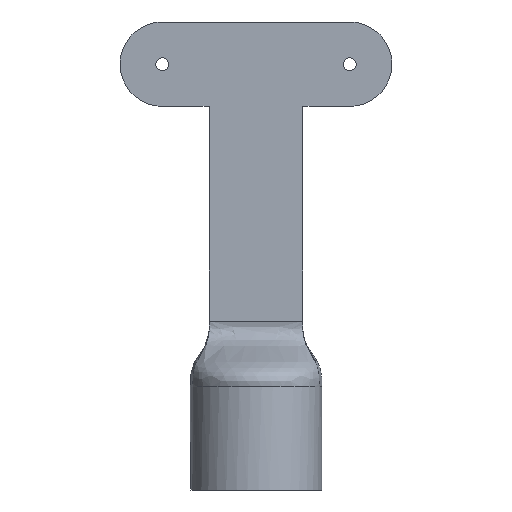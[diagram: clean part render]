
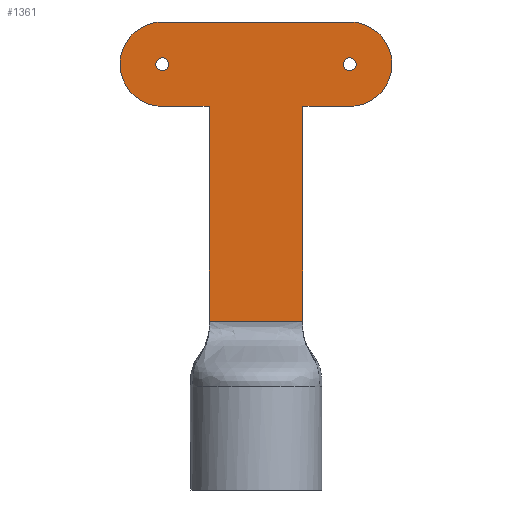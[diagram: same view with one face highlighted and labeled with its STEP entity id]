
A CAD part, front view. The second image highlights one B-rep face of the part: STEP entity #1361.
In plain terms, the highlighted planar face has unit normal (0, -1, 0).
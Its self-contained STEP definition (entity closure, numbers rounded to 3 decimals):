
#923 = VERTEX_POINT('',#924);
#924 = CARTESIAN_POINT('',(-18.65,7.9,56.8));
#930 = EDGE_CURVE('',#923,#923,#931,.T.);
#931 = CIRCLE('',#932,1.35);
#932 = AXIS2_PLACEMENT_3D('',#933,#934,#935);
#933 = CARTESIAN_POINT('',(-20.,7.9,56.8));
#934 = DIRECTION('',(0.,-1.,0.));
#935 = DIRECTION('',(1.,0.,0.));
#948 = VERTEX_POINT('',#949);
#949 = CARTESIAN_POINT('',(21.35,7.9,56.8));
#955 = EDGE_CURVE('',#948,#948,#956,.T.);
#956 = CIRCLE('',#957,1.35);
#957 = AXIS2_PLACEMENT_3D('',#958,#959,#960);
#958 = CARTESIAN_POINT('',(20.,7.9,56.8));
#959 = DIRECTION('',(0.,-1.,0.));
#960 = DIRECTION('',(1.,0.,0.));
#973 = VERTEX_POINT('',#974);
#974 = CARTESIAN_POINT('',(10.,7.9,2.));
#1045 = EDGE_CURVE('',#973,#1046,#1048,.T.);
#1046 = VERTEX_POINT('',#1047);
#1047 = CARTESIAN_POINT('',(-10.,7.9,2.));
#1048 = LINE('',#1049,#1050);
#1049 = CARTESIAN_POINT('',(10.,7.9,2.));
#1050 = VECTOR('',#1051,1.);
#1051 = DIRECTION('',(-1.,0.,0.));
#1179 = VERTEX_POINT('',#1180);
#1180 = CARTESIAN_POINT('',(10.,7.9,47.8));
#1186 = EDGE_CURVE('',#973,#1179,#1187,.T.);
#1187 = LINE('',#1188,#1189);
#1188 = CARTESIAN_POINT('',(10.,7.9,2.));
#1189 = VECTOR('',#1190,1.);
#1190 = DIRECTION('',(0.,0.,1.));
#1227 = VERTEX_POINT('',#1228);
#1228 = CARTESIAN_POINT('',(20.,7.9,47.8));
#1236 = EDGE_CURVE('',#1179,#1227,#1237,.T.);
#1237 = LINE('',#1238,#1239);
#1238 = CARTESIAN_POINT('',(-20.,7.9,47.8));
#1239 = VECTOR('',#1240,1.);
#1240 = DIRECTION('',(1.,0.,0.));
#1251 = EDGE_CURVE('',#1227,#1252,#1254,.T.);
#1252 = VERTEX_POINT('',#1253);
#1253 = CARTESIAN_POINT('',(20.,7.9,65.8));
#1254 = CIRCLE('',#1255,9.);
#1255 = AXIS2_PLACEMENT_3D('',#1256,#1257,#1258);
#1256 = CARTESIAN_POINT('',(20.,7.9,56.8));
#1257 = DIRECTION('',(0.,-1.,0.));
#1258 = DIRECTION('',(1.,0.,0.));
#1276 = EDGE_CURVE('',#1252,#1277,#1279,.T.);
#1277 = VERTEX_POINT('',#1278);
#1278 = CARTESIAN_POINT('',(-20.,7.9,65.8));
#1279 = LINE('',#1280,#1281);
#1280 = CARTESIAN_POINT('',(20.,7.9,65.8));
#1281 = VECTOR('',#1282,1.);
#1282 = DIRECTION('',(-1.,0.,0.));
#1300 = EDGE_CURVE('',#1277,#1301,#1303,.T.);
#1301 = VERTEX_POINT('',#1302);
#1302 = CARTESIAN_POINT('',(-20.,7.9,47.8));
#1303 = CIRCLE('',#1304,9.);
#1304 = AXIS2_PLACEMENT_3D('',#1305,#1306,#1307);
#1305 = CARTESIAN_POINT('',(-20.,7.9,56.8));
#1306 = DIRECTION('',(0.,-1.,0.));
#1307 = DIRECTION('',(1.,0.,0.));
#1325 = EDGE_CURVE('',#1046,#1326,#1328,.T.);
#1326 = VERTEX_POINT('',#1327);
#1327 = CARTESIAN_POINT('',(-10.,7.9,47.8));
#1328 = LINE('',#1329,#1330);
#1329 = CARTESIAN_POINT('',(-10.,7.9,2.));
#1330 = VECTOR('',#1331,1.);
#1331 = DIRECTION('',(0.,0.,1.));
#1351 = EDGE_CURVE('',#1301,#1326,#1352,.T.);
#1352 = LINE('',#1353,#1354);
#1353 = CARTESIAN_POINT('',(-20.,7.9,47.8));
#1354 = VECTOR('',#1355,1.);
#1355 = DIRECTION('',(1.,0.,0.));
#1361 = ADVANCED_FACE('',(#1362,#1372,#1375),#1378,.T.);
#1362 = FACE_BOUND('',#1363,.T.);
#1363 = EDGE_LOOP('',(#1364,#1365,#1366,#1367,#1368,#1369,#1370,#1371));
#1364 = ORIENTED_EDGE('',*,*,#1045,.F.);
#1365 = ORIENTED_EDGE('',*,*,#1186,.T.);
#1366 = ORIENTED_EDGE('',*,*,#1236,.T.);
#1367 = ORIENTED_EDGE('',*,*,#1251,.T.);
#1368 = ORIENTED_EDGE('',*,*,#1276,.T.);
#1369 = ORIENTED_EDGE('',*,*,#1300,.T.);
#1370 = ORIENTED_EDGE('',*,*,#1351,.T.);
#1371 = ORIENTED_EDGE('',*,*,#1325,.F.);
#1372 = FACE_BOUND('',#1373,.T.);
#1373 = EDGE_LOOP('',(#1374));
#1374 = ORIENTED_EDGE('',*,*,#930,.F.);
#1375 = FACE_BOUND('',#1376,.T.);
#1376 = EDGE_LOOP('',(#1377));
#1377 = ORIENTED_EDGE('',*,*,#955,.F.);
#1378 = PLANE('',#1379);
#1379 = AXIS2_PLACEMENT_3D('',#1380,#1381,#1382);
#1380 = CARTESIAN_POINT('',(0.,7.9,39.787));
#1381 = DIRECTION('',(0.,-1.,0.));
#1382 = DIRECTION('',(0.,0.,-1.));
